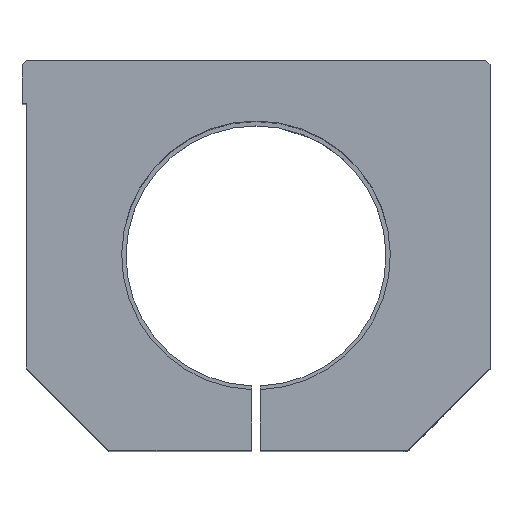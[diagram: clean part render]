
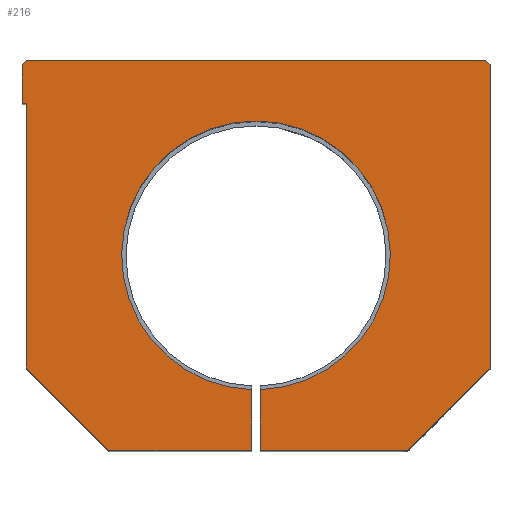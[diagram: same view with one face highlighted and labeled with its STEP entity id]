
A CAD part, top view. The second image highlights one B-rep face of the part: STEP entity #216.
In plain terms, the highlighted planar face has unit normal (0, 0, 1).
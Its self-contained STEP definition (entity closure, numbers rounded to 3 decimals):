
#216 = ADVANCED_FACE( '', ( #471 ), #472, .T. );
#471 = FACE_OUTER_BOUND( '', #734, .T. );
#472 = PLANE( '', #735 );
#734 = EDGE_LOOP( '', ( #1304, #1305, #1306, #1307, #1308, #1309, #1310, #1311, #1312, #1313, #1314, #1315, #1316, #1317 ) );
#735 = AXIS2_PLACEMENT_3D( '', #1318, #1319, #1320 );
#1304 = ORIENTED_EDGE( '', *, *, #1546, .F. );
#1305 = ORIENTED_EDGE( '', *, *, #1420, .T. );
#1306 = ORIENTED_EDGE( '', *, *, #1622, .T. );
#1307 = ORIENTED_EDGE( '', *, *, #1462, .T. );
#1308 = ORIENTED_EDGE( '', *, *, #1627, .T. );
#1309 = ORIENTED_EDGE( '', *, *, #1511, .T. );
#1310 = ORIENTED_EDGE( '', *, *, #1583, .T. );
#1311 = ORIENTED_EDGE( '', *, *, #1599, .T. );
#1312 = ORIENTED_EDGE( '', *, *, #1602, .T. );
#1313 = ORIENTED_EDGE( '', *, *, #1442, .T. );
#1314 = ORIENTED_EDGE( '', *, *, #1615, .T. );
#1315 = ORIENTED_EDGE( '', *, *, #1625, .T. );
#1316 = ORIENTED_EDGE( '', *, *, #1535, .T. );
#1317 = ORIENTED_EDGE( '', *, *, #1542, .T. );
#1318 = CARTESIAN_POINT( '', ( 0., 0., 176. ) );
#1319 = DIRECTION( '', ( 0., 0., 1. ) );
#1320 = DIRECTION( '', ( 1., 0., 0. ) );
#1420 = EDGE_CURVE( '', #1677, #1678, #1679, .T. );
#1442 = EDGE_CURVE( '', #1718, #1716, #1719, .T. );
#1462 = EDGE_CURVE( '', #1755, #1753, #1756, .T. );
#1511 = EDGE_CURVE( '', #1835, #1833, #1836, .T. );
#1535 = EDGE_CURVE( '', #1853, #1869, #1871, .T. );
#1542 = EDGE_CURVE( '', #1869, #1878, #1881, .T. );
#1546 = EDGE_CURVE( '', #1677, #1878, #1886, .T. );
#1583 = EDGE_CURVE( '', #1833, #1935, #1937, .T. );
#1599 = EDGE_CURVE( '', #1935, #1955, #1957, .T. );
#1602 = EDGE_CURVE( '', #1955, #1718, #1960, .T. );
#1615 = EDGE_CURVE( '', #1716, #1972, #1974, .T. );
#1622 = EDGE_CURVE( '', #1678, #1755, #1981, .T. );
#1625 = EDGE_CURVE( '', #1972, #1853, #1984, .T. );
#1627 = EDGE_CURVE( '', #1753, #1835, #1986, .T. );
#1677 = VERTEX_POINT( '', #2047 );
#1678 = VERTEX_POINT( '', #2048 );
#1679 = LINE( '', #2049, #2050 );
#1716 = VERTEX_POINT( '', #2098 );
#1718 = VERTEX_POINT( '', #2101 );
#1719 = LINE( '', #2102, #2103 );
#1753 = VERTEX_POINT( '', #2150 );
#1755 = VERTEX_POINT( '', #2153 );
#1756 = LINE( '', #2154, #2155 );
#1833 = VERTEX_POINT( '', #2299 );
#1835 = VERTEX_POINT( '', #2302 );
#1836 = LINE( '', #2303, #2304 );
#1853 = VERTEX_POINT( '', #2326 );
#1869 = VERTEX_POINT( '', #2351 );
#1871 = LINE( '', #2354, #2355 );
#1878 = VERTEX_POINT( '', #2364 );
#1881 = CIRCLE( '', #2368, 31. );
#1886 = LINE( '', #2373, #2374 );
#1935 = VERTEX_POINT( '', #2441 );
#1937 = LINE( '', #2444, #2445 );
#1955 = VERTEX_POINT( '', #2466 );
#1957 = LINE( '', #2469, #2470 );
#1960 = LINE( '', #2473, #2474 );
#1972 = VERTEX_POINT( '', #2488 );
#1974 = LINE( '', #2491, #2492 );
#1981 = LINE( '', #2501, #2502 );
#1984 = LINE( '', #2505, #2506 );
#1986 = LINE( '', #2508, #2509 );
#2047 = CARTESIAN_POINT( '', ( 1., 0., 176. ) );
#2048 = CARTESIAN_POINT( '', ( 35., 0., 176. ) );
#2049 = CARTESIAN_POINT( '', ( -34., 0., 176. ) );
#2050 = VECTOR( '', #2552, 1000. );
#2098 = CARTESIAN_POINT( '', ( -53., 19., 176. ) );
#2101 = CARTESIAN_POINT( '', ( -53., 80., 176. ) );
#2102 = CARTESIAN_POINT( '', ( -53., 80., 176. ) );
#2103 = VECTOR( '', #2583, 1000. );
#2150 = CARTESIAN_POINT( '', ( 54., 89., 176. ) );
#2153 = CARTESIAN_POINT( '', ( 54., 19., 176. ) );
#2154 = CARTESIAN_POINT( '', ( 54., 19., 176. ) );
#2155 = VECTOR( '', #2607, 1000. );
#2299 = CARTESIAN_POINT( '', ( -53., 90., 176. ) );
#2302 = CARTESIAN_POINT( '', ( 53., 90., 176. ) );
#2303 = CARTESIAN_POINT( '', ( 53., 90., 176. ) );
#2304 = VECTOR( '', #2684, 1000. );
#2326 = CARTESIAN_POINT( '', ( -1., 0., 176. ) );
#2351 = CARTESIAN_POINT( '', ( -1., 14.016, 176. ) );
#2354 = CARTESIAN_POINT( '', ( -1., 0., 176. ) );
#2355 = VECTOR( '', #2709, 1000. );
#2364 = CARTESIAN_POINT( '', ( 1., 14.016, 176. ) );
#2368 = AXIS2_PLACEMENT_3D( '', #2713, #2714, #2715 );
#2373 = CARTESIAN_POINT( '', ( 1., 0., 176. ) );
#2374 = VECTOR( '', #2722, 1000. );
#2441 = CARTESIAN_POINT( '', ( -54., 89., 176. ) );
#2444 = CARTESIAN_POINT( '', ( -53., 90., 176. ) );
#2445 = VECTOR( '', #2766, 1000. );
#2466 = CARTESIAN_POINT( '', ( -54., 80., 176. ) );
#2469 = CARTESIAN_POINT( '', ( -54., 89., 176. ) );
#2470 = VECTOR( '', #2783, 1000. );
#2473 = CARTESIAN_POINT( '', ( -54., 80., 176. ) );
#2474 = VECTOR( '', #2784, 1000. );
#2488 = CARTESIAN_POINT( '', ( -34., 0., 176. ) );
#2491 = CARTESIAN_POINT( '', ( -53., 19., 176. ) );
#2492 = VECTOR( '', #2794, 1000. );
#2501 = CARTESIAN_POINT( '', ( 35., 0., 176. ) );
#2502 = VECTOR( '', #2797, 1000. );
#2505 = CARTESIAN_POINT( '', ( -34., 0., 176. ) );
#2506 = VECTOR( '', #2798, 1000. );
#2508 = CARTESIAN_POINT( '', ( 54., 89., 176. ) );
#2509 = VECTOR( '', #2799, 1000. );
#2552 = DIRECTION( '', ( 1., 0., 0. ) );
#2583 = DIRECTION( '', ( 0., -1., 0. ) );
#2607 = DIRECTION( '', ( 0., 1., 0. ) );
#2684 = DIRECTION( '', ( -1., 0., 0. ) );
#2709 = DIRECTION( '', ( 0., 1., 0. ) );
#2713 = CARTESIAN_POINT( '', ( 0., 45., 176. ) );
#2714 = DIRECTION( '', ( 0., 0., -1. ) );
#2715 = DIRECTION( '', ( -1., 0., 0. ) );
#2722 = DIRECTION( '', ( 0., 1., 0. ) );
#2766 = DIRECTION( '', ( -0.707, -0.707, 0. ) );
#2783 = DIRECTION( '', ( 0., -1., 0. ) );
#2784 = DIRECTION( '', ( 1., 0., 0. ) );
#2794 = DIRECTION( '', ( 0.707, -0.707, 0. ) );
#2797 = DIRECTION( '', ( 0.707, 0.707, 0. ) );
#2798 = DIRECTION( '', ( 1., 0., 0. ) );
#2799 = DIRECTION( '', ( -0.707, 0.707, 0. ) );
